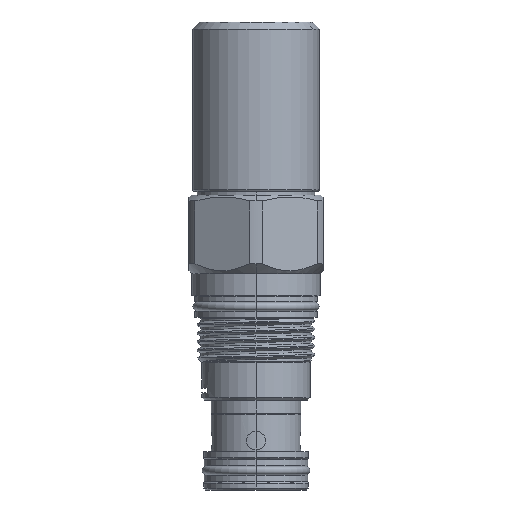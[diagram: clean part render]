
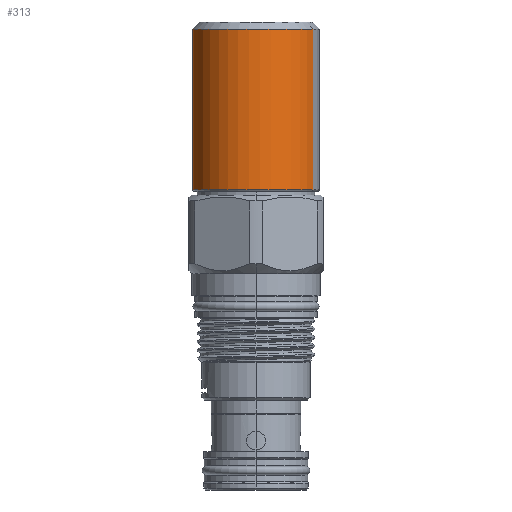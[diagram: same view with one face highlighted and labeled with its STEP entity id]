
A CAD part, left-side view. The second image highlights one B-rep face of the part: STEP entity #313.
In plain terms, the highlighted cylindrical face has radius 13.5 mm (diameter 27 mm), a partial arc.
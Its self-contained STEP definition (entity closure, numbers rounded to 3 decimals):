
#86 = AXIS2_PLACEMENT_3D ( 'NONE', #2652, #5099, #3323 ) ;
#107 = CIRCLE ( 'NONE', #86, 13.5 ) ;
#257 = DIRECTION ( 'NONE',  ( 0., 0., -1. ) ) ;
#313 = ADVANCED_FACE ( 'NONE', ( #619 ), #5125, .T. ) ;
#517 = VERTEX_POINT ( 'NONE', #4288 ) ;
#619 = FACE_OUTER_BOUND ( 'NONE', #3939, .T. ) ;
#1187 = CARTESIAN_POINT ( 'NONE',  ( 0., 0., 5.005 ) ) ;
#1467 = CARTESIAN_POINT ( 'NONE',  ( -5.949, -12.119, 5.005 ) ) ;
#1583 = DIRECTION ( 'NONE',  ( 0., 0., -1. ) ) ;
#1601 = CARTESIAN_POINT ( 'NONE',  ( 5.949, 12.119, 40.705 ) ) ;
#1731 = DIRECTION ( 'NONE',  ( 0., 0., 1. ) ) ;
#1786 = DIRECTION ( 'NONE',  ( -0.441, -0.898, 0. ) ) ;
#1921 = ORIENTED_EDGE ( 'NONE', *, *, #4559, .T. ) ;
#2316 = VERTEX_POINT ( 'NONE', #1467 ) ;
#2652 = CARTESIAN_POINT ( 'NONE',  ( 0., 0., 39.205 ) ) ;
#2826 = VECTOR ( 'NONE', #1583, 1000. ) ;
#3178 = EDGE_CURVE ( 'NONE', #7797, #2316, #7043, .T. ) ;
#3261 = ORIENTED_EDGE ( 'NONE', *, *, #6098, .T. ) ;
#3323 = DIRECTION ( 'NONE',  ( -0.441, -0.898, 0. ) ) ;
#3355 = CIRCLE ( 'NONE', #4576, 13.5 ) ;
#3939 = EDGE_LOOP ( 'NONE', ( #5846, #1921, #3261, #4880 ) ) ;
#4061 = CARTESIAN_POINT ( 'NONE',  ( -5.949, -12.119, 39.205 ) ) ;
#4083 = VECTOR ( 'NONE', #257, 1000. ) ;
#4089 = AXIS2_PLACEMENT_3D ( 'NONE', #6210, #7555, #6319 ) ;
#4288 = CARTESIAN_POINT ( 'NONE',  ( 5.949, 12.119, 39.205 ) ) ;
#4559 = EDGE_CURVE ( 'NONE', #517, #5542, #6309, .T. ) ;
#4576 = AXIS2_PLACEMENT_3D ( 'NONE', #1187, #1731, #1786 ) ;
#4880 = ORIENTED_EDGE ( 'NONE', *, *, #3178, .F. ) ;
#5099 = DIRECTION ( 'NONE',  ( 0., 0., -1. ) ) ;
#5125 = CYLINDRICAL_SURFACE ( 'NONE', #4089, 13.5 ) ;
#5348 = CARTESIAN_POINT ( 'NONE',  ( -5.949, -12.119, 40.705 ) ) ;
#5542 = VERTEX_POINT ( 'NONE', #7140 ) ;
#5846 = ORIENTED_EDGE ( 'NONE', *, *, #5889, .T. ) ;
#5889 = EDGE_CURVE ( 'NONE', #7797, #517, #107, .T. ) ;
#6098 = EDGE_CURVE ( 'NONE', #5542, #2316, #3355, .T. ) ;
#6210 = CARTESIAN_POINT ( 'NONE',  ( 0., 0., 40.705 ) ) ;
#6309 = LINE ( 'NONE', #1601, #4083 ) ;
#6319 = DIRECTION ( 'NONE',  ( -0.441, -0.898, 0. ) ) ;
#7043 = LINE ( 'NONE', #5348, #2826 ) ;
#7140 = CARTESIAN_POINT ( 'NONE',  ( 5.949, 12.119, 5.005 ) ) ;
#7555 = DIRECTION ( 'NONE',  ( 0., 0., -1. ) ) ;
#7797 = VERTEX_POINT ( 'NONE', #4061 ) ;
